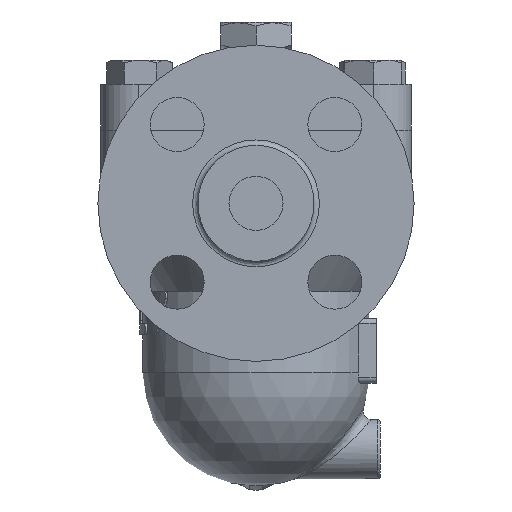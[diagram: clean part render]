
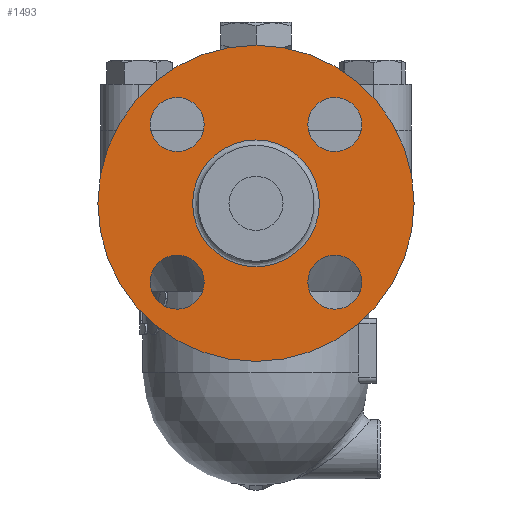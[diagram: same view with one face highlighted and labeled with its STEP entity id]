
A CAD part, left-side view. The second image highlights one B-rep face of the part: STEP entity #1493.
In plain terms, the highlighted planar face has unit normal (-1, 0, 0).
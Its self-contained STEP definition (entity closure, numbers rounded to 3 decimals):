
#1407=CARTESIAN_POINT('',(-115.6,0.0,-3.55));
#1408=VERTEX_POINT('',#1407);
#1409=CARTESIAN_POINT('',(-115.6,0.0,-27.));
#1410=DIRECTION('',(-1.0,0.0,0.0));
#1411=DIRECTION('',(0.0,0.0,-1.0));
#1412=AXIS2_PLACEMENT_3D('',#1409,#1410,#1411);
#1413=CIRCLE('',#1412,23.45);
#1414=EDGE_CURVE('',#1408,#1408,#1413,.T.);
#1430=CARTESIAN_POINT('',(-115.6,0.0,12.975));
#1431=DIRECTION('',(-1.0,0.0,0.0));
#1432=DIRECTION('',(0.0,0.0,1.0));
#1433=AXIS2_PLACEMENT_3D('',#1430,#1431,#1432);
#1434=PLANE('',#1433);
#1435=CARTESIAN_POINT('',(-115.6,0.0,31.5));
#1436=VERTEX_POINT('',#1435);
#1437=CARTESIAN_POINT('',(-115.6,0.0,-27.));
#1438=DIRECTION('',(-1.0,0.0,0.0));
#1439=DIRECTION('',(0.0,0.0,1.0));
#1440=AXIS2_PLACEMENT_3D('',#1437,#1438,#1439);
#1441=CIRCLE('',#1440,58.5);
#1442=EDGE_CURVE('',#1436,#1436,#1441,.T.);
#1443=ORIENTED_EDGE('',*,*,#1442,.T.);
#1444=EDGE_LOOP('',(#1443));
#1445=FACE_OUTER_BOUND('',#1444,.T.);
#1446=CARTESIAN_POINT('',(-115.6,-29.168,12.168));
#1447=VERTEX_POINT('',#1446);
#1448=CARTESIAN_POINT('',(-115.6,-29.168,2.168));
#1449=DIRECTION('',(1.0,0.0,0.0));
#1450=DIRECTION('',(0.0,0.0,1.0));
#1451=AXIS2_PLACEMENT_3D('',#1448,#1449,#1450);
#1452=CIRCLE('',#1451,10.0);
#1453=EDGE_CURVE('',#1447,#1447,#1452,.T.);
#1454=ORIENTED_EDGE('',*,*,#1453,.T.);
#1455=EDGE_LOOP('',(#1454));
#1456=FACE_BOUND('',#1455,.T.);
#1457=CARTESIAN_POINT('',(-115.6,39.168,2.168));
#1458=VERTEX_POINT('',#1457);
#1459=CARTESIAN_POINT('',(-115.6,29.168,2.168));
#1460=DIRECTION('',(1.0,0.0,0.0));
#1461=DIRECTION('',(0.0,1.0,0.0));
#1462=AXIS2_PLACEMENT_3D('',#1459,#1460,#1461);
#1463=CIRCLE('',#1462,10.0);
#1464=EDGE_CURVE('',#1458,#1458,#1463,.T.);
#1465=ORIENTED_EDGE('',*,*,#1464,.T.);
#1466=EDGE_LOOP('',(#1465));
#1467=FACE_BOUND('',#1466,.T.);
#1468=CARTESIAN_POINT('',(-115.6,29.168,-66.168));
#1469=VERTEX_POINT('',#1468);
#1470=CARTESIAN_POINT('',(-115.6,29.168,-56.168));
#1471=DIRECTION('',(1.0,0.0,0.0));
#1472=DIRECTION('',(0.0,0.0,-1.0));
#1473=AXIS2_PLACEMENT_3D('',#1470,#1471,#1472);
#1474=CIRCLE('',#1473,10.0);
#1475=EDGE_CURVE('',#1469,#1469,#1474,.T.);
#1476=ORIENTED_EDGE('',*,*,#1475,.T.);
#1477=EDGE_LOOP('',(#1476));
#1478=FACE_BOUND('',#1477,.T.);
#1479=CARTESIAN_POINT('',(-115.6,-39.168,-56.168));
#1480=VERTEX_POINT('',#1479);
#1481=CARTESIAN_POINT('',(-115.6,-29.168,-56.168));
#1482=DIRECTION('',(1.0,0.0,0.0));
#1483=DIRECTION('',(0.0,-1.0,0.0));
#1484=AXIS2_PLACEMENT_3D('',#1481,#1482,#1483);
#1485=CIRCLE('',#1484,10.0);
#1486=EDGE_CURVE('',#1480,#1480,#1485,.T.);
#1487=ORIENTED_EDGE('',*,*,#1486,.T.);
#1488=EDGE_LOOP('',(#1487));
#1489=FACE_BOUND('',#1488,.T.);
#1490=ORIENTED_EDGE('',*,*,#1414,.F.);
#1491=EDGE_LOOP('',(#1490));
#1492=FACE_BOUND('',#1491,.T.);
#1493=ADVANCED_FACE('',(#1445,#1456,#1467,#1478,#1489,#1492),#1434,.T.);
